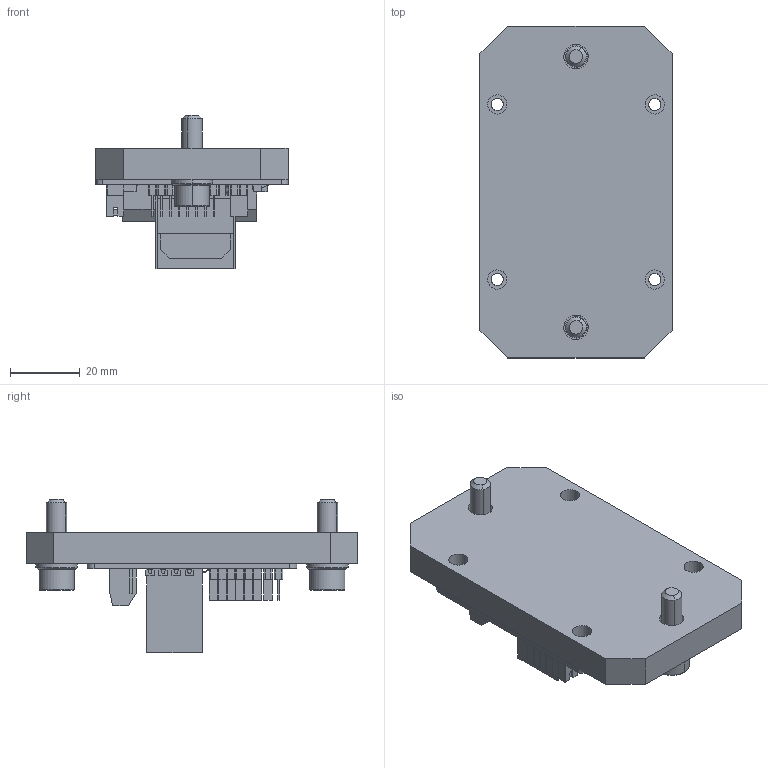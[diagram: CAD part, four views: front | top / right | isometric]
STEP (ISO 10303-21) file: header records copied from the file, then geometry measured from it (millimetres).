
FILE_DESCRIPTION(('CATIA V5 STEP Exchange'),'2;1');
FILE_NAME('ROSIE-001-04-00.stp','2024-03-08T15:36:31+00:00',('none'),('none'),'CATIA Version 5 Release 21 GA (IN-10)','CATIA V5 STEP AP214','none');
FILE_SCHEMA(('AUTOMOTIVE_DESIGN { 1 0 10303 214 1 1 1 1 }'));
Length unit declared in the file: millimetre
Products named in the file (5): ROSIE-001-04-00; ROSIE-001-04-01; Ponte H (PRONTO); DIN 127 - M6; DIN 912 - M6x20
Assembly tree (6 placements, depth 2):
  ROSIE-001-04-00
    ROSIE-001-04-01
    Ponte H (PRONTO)
    DIN 127 - M6  x2
    DIN 912 - M6x20  x2
Bounding box: 55 x 95 x 43.9 mm (x, y, z)
Volume: 57328.3 mm3; surface area: 30184.5 mm2
Topology: 15 solids, 15 shells, 1047 faces, 2811 edges, 1840 vertices
Faces by surface type: plane 805, cylinder 196, bspline 24, cone 14, torus 8
Entity records: 39163 total; most frequent: CARTESIAN_POINT 7346, ORIENTED_EDGE 5416, DIRECTION 4523, EDGE_CURVE 2708, VECTOR 2247, LINE 2247, VERTEX_POINT 1774, AXIS2_PLACEMENT_3D 1312
